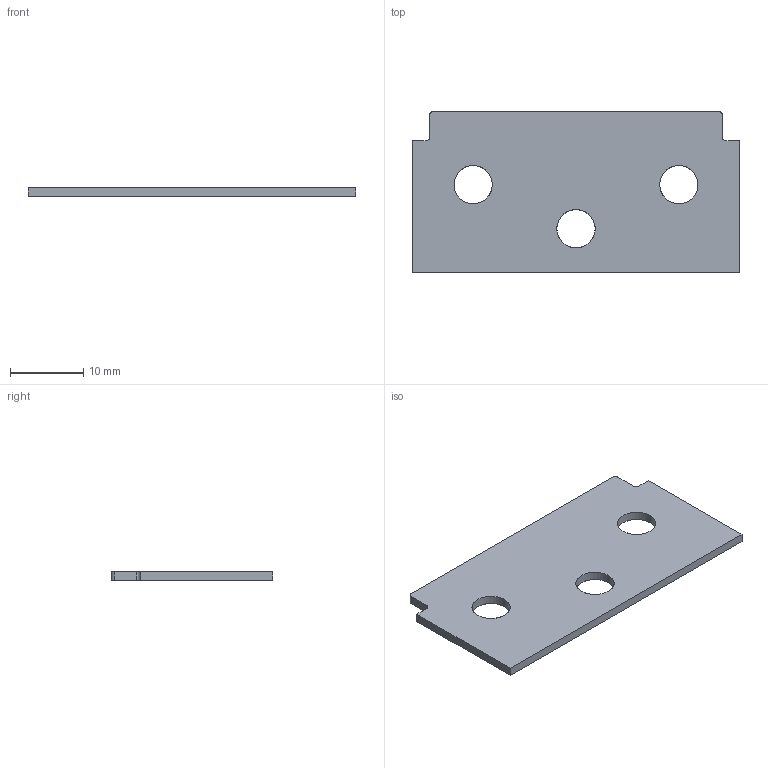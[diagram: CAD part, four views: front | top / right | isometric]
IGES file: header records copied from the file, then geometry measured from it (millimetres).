
Start section: SolidWorks IGES file using analytic representation for surfaces
Global section: file name: AG 9040.IGS; native system: SolidWorks 2017; preprocessor: SolidWorks 2017; author: cbrechard; date: 190904.141915; units: millimetre
Bounding box: 44.6 x 22 x 1.2 mm (x, y, z)
Surface area: 2014.2 mm2 (no closed solid volume)
Topology: 0 solids, 0 shells, 20 faces, 312 edges, 312 vertices
Faces by surface type: revolution 10, bspline 10
